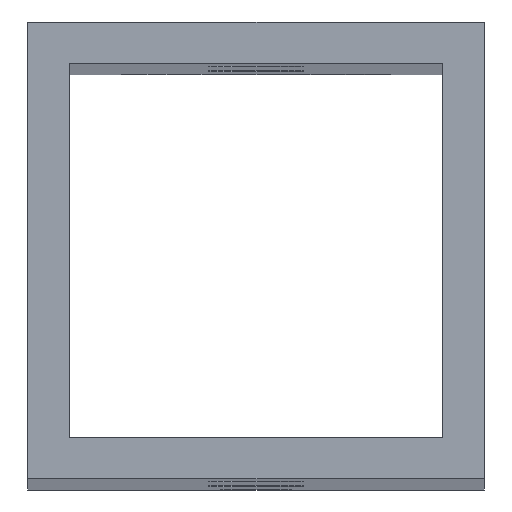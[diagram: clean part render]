
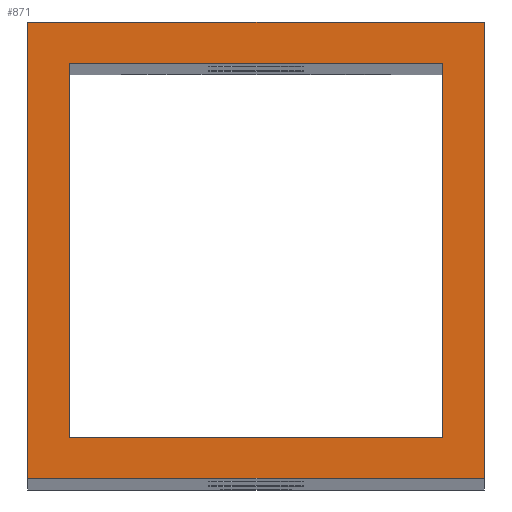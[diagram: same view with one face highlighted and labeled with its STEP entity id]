
A CAD part, top view. The second image highlights one B-rep face of the part: STEP entity #871.
In plain terms, the highlighted planar face has unit normal (0, 0, 1).
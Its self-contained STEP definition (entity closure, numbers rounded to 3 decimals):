
#2 = ORIENTED_EDGE ( 'NONE', *, *, #1700, .F. ) ;
#55 = AXIS2_PLACEMENT_3D ( 'NONE', #2038, #549, #866 ) ;
#102 = VERTEX_POINT ( 'NONE', #784 ) ;
#115 = VECTOR ( 'NONE', #653, 1000. ) ;
#128 = DIRECTION ( 'NONE',  ( 0., 1., 0. ) ) ;
#149 = LINE ( 'NONE', #439, #188 ) ;
#157 = CARTESIAN_POINT ( 'NONE',  ( 1.8, 1.8, 0. ) ) ;
#160 = LINE ( 'NONE', #827, #115 ) ;
#188 = VECTOR ( 'NONE', #128, 1000. ) ;
#203 = DIRECTION ( 'NONE',  ( -1., 0., 0. ) ) ;
#206 = FACE_OUTER_BOUND ( 'NONE', #338, .T. ) ;
#336 = VECTOR ( 'NONE', #1003, 1000. ) ;
#338 = EDGE_LOOP ( 'NONE', ( #950, #1403, #1793, #2145 ) ) ;
#390 = VERTEX_POINT ( 'NONE', #1267 ) ;
#429 = EDGE_CURVE ( 'NONE', #1268, #1224, #160, .T. ) ;
#439 = CARTESIAN_POINT ( 'NONE',  ( 18.2, 18.2, 0. ) ) ;
#441 = EDGE_CURVE ( 'NONE', #652, #1268, #790, .T. ) ;
#473 = VECTOR ( 'NONE', #996, 1000. ) ;
#479 = CARTESIAN_POINT ( 'NONE',  ( 0., 0., 0. ) ) ;
#501 = LINE ( 'NONE', #1329, #336 ) ;
#512 = CARTESIAN_POINT ( 'NONE',  ( 0., 0., 0. ) ) ;
#529 = EDGE_CURVE ( 'NONE', #390, #1531, #149, .T. ) ;
#536 = ORIENTED_EDGE ( 'NONE', *, *, #1113, .F. ) ;
#549 = DIRECTION ( 'NONE',  ( 0., 0., -1. ) ) ;
#560 = VERTEX_POINT ( 'NONE', #1654 ) ;
#590 = EDGE_CURVE ( 'NONE', #1531, #560, #501, .T. ) ;
#607 = CARTESIAN_POINT ( 'NONE',  ( 1.8, 1.8, 0. ) ) ;
#652 = VERTEX_POINT ( 'NONE', #512 ) ;
#653 = DIRECTION ( 'NONE',  ( 0., 1., 0. ) ) ;
#669 = PLANE ( 'NONE',  #55 ) ;
#677 = ORIENTED_EDGE ( 'NONE', *, *, #529, .F. ) ;
#746 = VECTOR ( 'NONE', #2119, 1000. ) ;
#784 = CARTESIAN_POINT ( 'NONE',  ( 0., 20., 0. ) ) ;
#790 = LINE ( 'NONE', #479, #1683 ) ;
#820 = LINE ( 'NONE', #607, #746 ) ;
#827 = CARTESIAN_POINT ( 'NONE',  ( 20., 20., 0. ) ) ;
#866 = DIRECTION ( 'NONE',  ( -1., 0., 0. ) ) ;
#871 = ADVANCED_FACE ( 'NONE', ( #1030, #206 ), #669, .F. ) ;
#917 = CARTESIAN_POINT ( 'NONE',  ( 18.2, 18.2, 0. ) ) ;
#950 = ORIENTED_EDGE ( 'NONE', *, *, #1253, .T. ) ;
#958 = VECTOR ( 'NONE', #203, 1000. ) ;
#996 = DIRECTION ( 'NONE',  ( 0., -1., 0. ) ) ;
#1003 = DIRECTION ( 'NONE',  ( -1., 0., 0. ) ) ;
#1015 = LINE ( 'NONE', #1206, #958 ) ;
#1030 = FACE_BOUND ( 'NONE', #1929, .T. ) ;
#1061 = CARTESIAN_POINT ( 'NONE',  ( 20., 0., 0. ) ) ;
#1113 = EDGE_CURVE ( 'NONE', #1911, #390, #820, .T. ) ;
#1132 = ORIENTED_EDGE ( 'NONE', *, *, #590, .F. ) ;
#1200 = EDGE_CURVE ( 'NONE', #1224, #102, #1015, .T. ) ;
#1206 = CARTESIAN_POINT ( 'NONE',  ( 0., 20., 0. ) ) ;
#1224 = VERTEX_POINT ( 'NONE', #1701 ) ;
#1253 = EDGE_CURVE ( 'NONE', #102, #652, #1333, .T. ) ;
#1267 = CARTESIAN_POINT ( 'NONE',  ( 18.2, 1.8, 0. ) ) ;
#1268 = VERTEX_POINT ( 'NONE', #1061 ) ;
#1318 = LINE ( 'NONE', #157, #1896 ) ;
#1329 = CARTESIAN_POINT ( 'NONE',  ( 1.8, 18.2, 0. ) ) ;
#1333 = LINE ( 'NONE', #1542, #473 ) ;
#1392 = CARTESIAN_POINT ( 'NONE',  ( 1.8, 1.8, 0. ) ) ;
#1403 = ORIENTED_EDGE ( 'NONE', *, *, #441, .T. ) ;
#1452 = DIRECTION ( 'NONE',  ( 1., 0., 0. ) ) ;
#1531 = VERTEX_POINT ( 'NONE', #917 ) ;
#1542 = CARTESIAN_POINT ( 'NONE',  ( 0., 0., 0. ) ) ;
#1627 = DIRECTION ( 'NONE',  ( 0., -1., 0. ) ) ;
#1654 = CARTESIAN_POINT ( 'NONE',  ( 1.8, 18.2, 0. ) ) ;
#1683 = VECTOR ( 'NONE', #1452, 1000. ) ;
#1700 = EDGE_CURVE ( 'NONE', #560, #1911, #1318, .T. ) ;
#1701 = CARTESIAN_POINT ( 'NONE',  ( 20., 20., 0. ) ) ;
#1793 = ORIENTED_EDGE ( 'NONE', *, *, #429, .T. ) ;
#1896 = VECTOR ( 'NONE', #1627, 1000. ) ;
#1911 = VERTEX_POINT ( 'NONE', #1392 ) ;
#1929 = EDGE_LOOP ( 'NONE', ( #536, #2, #1132, #677 ) ) ;
#2038 = CARTESIAN_POINT ( 'NONE',  ( 0., 20., 0. ) ) ;
#2119 = DIRECTION ( 'NONE',  ( 1., 0., 0. ) ) ;
#2145 = ORIENTED_EDGE ( 'NONE', *, *, #1200, .T. ) ;
